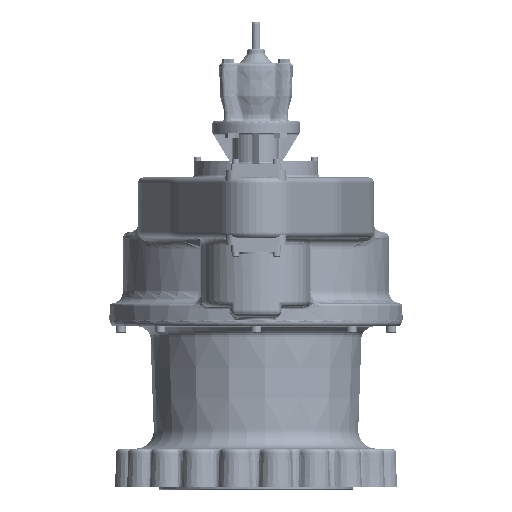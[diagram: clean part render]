
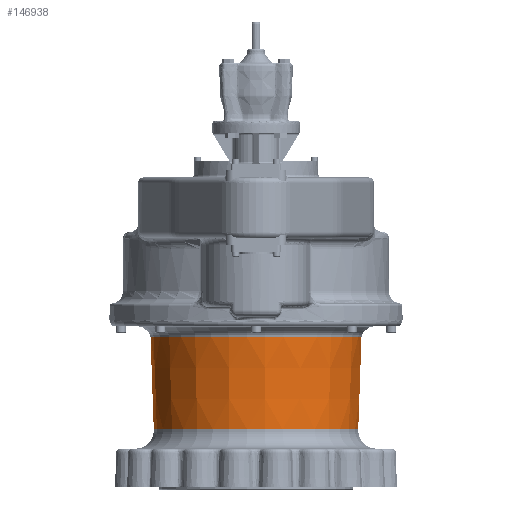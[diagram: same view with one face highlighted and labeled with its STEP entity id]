
A CAD part, left-side view. The second image highlights one B-rep face of the part: STEP entity #146938.
In plain terms, the highlighted conical face has half-angle 2 degrees and reference radius 245 mm.
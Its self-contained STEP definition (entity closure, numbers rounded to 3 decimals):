
#19930=CONICAL_SURFACE('',#162731,245.,0.035);
#28947=CIRCLE('',#162722,246.626);
#28948=CIRCLE('',#162732,254.355);
#72696=ORIENTED_EDGE('',*,*,#97240,.T.);
#72697=ORIENTED_EDGE('',*,*,#97289,.T.);
#97240=EDGE_CURVE('',#113108,#113108,#28947,.T.);
#97289=EDGE_CURVE('',#113157,#113157,#28948,.T.);
#113108=VERTEX_POINT('',#284724);
#113157=VERTEX_POINT('',#284831);
#127940=EDGE_LOOP('',(#72696));
#127941=EDGE_LOOP('',(#72697));
#136402=FACE_BOUND('',#127940,.T.);
#136403=FACE_BOUND('',#127941,.T.);
#146938=ADVANCED_FACE('',(#136402,#136403),#19930,.T.);
#162722=AXIS2_PLACEMENT_3D('',#284723,#201242,#201243);
#162731=AXIS2_PLACEMENT_3D('',#284829,#201308,#201309);
#162732=AXIS2_PLACEMENT_3D('',#284830,#201310,#201311);
#201242=DIRECTION('',(0.,0.,1.));
#201243=DIRECTION('',(-0.707,-0.707,0.));
#201308=DIRECTION('',(0.,0.,1.));
#201309=DIRECTION('',(-0.707,-0.707,0.));
#201310=DIRECTION('',(0.,0.,-1.));
#201311=DIRECTION('',(0.707,0.707,0.));
#284723=CARTESIAN_POINT('',(0.,0.,
-262.43));
#284724=CARTESIAN_POINT('',(-174.391,-174.391,-262.43));
#284829=CARTESIAN_POINT('',(0.,0.,
-309.));
#284830=CARTESIAN_POINT('',(0.,0.,-41.102));
#284831=CARTESIAN_POINT('',(179.856,179.856,-41.102));
